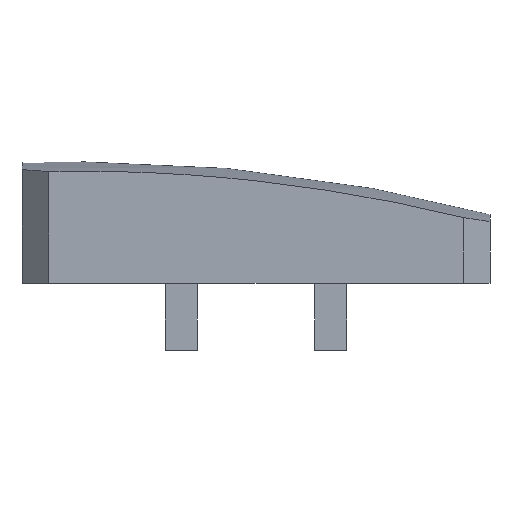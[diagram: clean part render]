
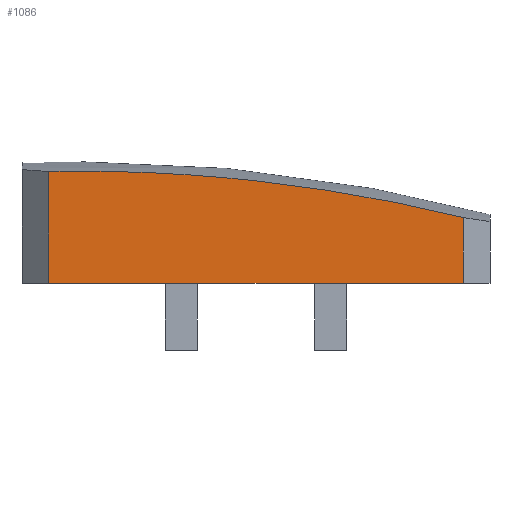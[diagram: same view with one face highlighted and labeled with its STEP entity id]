
A CAD part, left-side view. The second image highlights one B-rep face of the part: STEP entity #1086.
In plain terms, the highlighted planar face has unit normal (-1, 0, 0).
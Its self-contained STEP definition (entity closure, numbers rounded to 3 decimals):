
#72 = PLANE('',#73);
#73 = AXIS2_PLACEMENT_3D('',#74,#75,#76);
#74 = CARTESIAN_POINT('',(-6.5,-8.75,-1.));
#75 = DIRECTION('',(0.,0.,1.));
#76 = DIRECTION('',(1.,0.,0.));
#129 = SPHERICAL_SURFACE('',#130,60.);
#130 = AXIS2_PLACEMENT_3D('',#131,#132,#133);
#131 = CARTESIAN_POINT('',(0.,6.529,-56.456));
#132 = DIRECTION('',(0.,0.,1.));
#133 = DIRECTION('',(1.,0.,0.));
#278 = VERTEX_POINT('',#279);
#279 = CARTESIAN_POINT('',(-6.5,7.75,-1.));
#293 = PLANE('',#294);
#294 = AXIS2_PLACEMENT_3D('',#295,#296,#297);
#295 = CARTESIAN_POINT('',(-6.5,7.75,0.));
#296 = DIRECTION('',(0.707,-0.707,0.));
#297 = DIRECTION('',(0.707,0.707,0.));
#305 = EDGE_CURVE('',#306,#278,#308,.T.);
#306 = VERTEX_POINT('',#307);
#307 = CARTESIAN_POINT('',(-6.5,-7.75,-1.));
#308 = SURFACE_CURVE('',#309,(#313,#320),.PCURVE_S1.);
#309 = LINE('',#310,#311);
#310 = CARTESIAN_POINT('',(-6.5,-8.75,-1.));
#311 = VECTOR('',#312,1.);
#312 = DIRECTION('',(0.,1.,0.));
#313 = PCURVE('',#72,#314);
#314 = DEFINITIONAL_REPRESENTATION('',(#315),#319);
#315 = LINE('',#316,#317);
#316 = CARTESIAN_POINT('',(0.,0.));
#317 = VECTOR('',#318,1.);
#318 = DIRECTION('',(0.,1.));
#319 = ( GEOMETRIC_REPRESENTATION_CONTEXT(2) 
PARAMETRIC_REPRESENTATION_CONTEXT() REPRESENTATION_CONTEXT('2D SPACE',''
  ) );
#320 = PCURVE('',#321,#326);
#321 = PLANE('',#322);
#322 = AXIS2_PLACEMENT_3D('',#323,#324,#325);
#323 = CARTESIAN_POINT('',(-6.5,-7.75,0.));
#324 = DIRECTION('',(1.,0.,0.));
#325 = DIRECTION('',(-0.,1.,0.));
#326 = DEFINITIONAL_REPRESENTATION('',(#327),#331);
#327 = LINE('',#328,#329);
#328 = CARTESIAN_POINT('',(-1.,-1.));
#329 = VECTOR('',#330,1.);
#330 = DIRECTION('',(1.,0.));
#331 = ( GEOMETRIC_REPRESENTATION_CONTEXT(2) 
PARAMETRIC_REPRESENTATION_CONTEXT() REPRESENTATION_CONTEXT('2D SPACE',''
  ) );
#349 = PLANE('',#350);
#350 = AXIS2_PLACEMENT_3D('',#351,#352,#353);
#351 = CARTESIAN_POINT('',(-6.5,-7.75,0.));
#352 = DIRECTION('',(-0.707,-0.707,0.));
#353 = DIRECTION('',(0.707,-0.707,0.));
#815 = VERTEX_POINT('',#816);
#816 = CARTESIAN_POINT('',(-6.5,7.75,3.179));
#846 = EDGE_CURVE('',#815,#847,#849,.T.);
#847 = VERTEX_POINT('',#848);
#848 = CARTESIAN_POINT('',(-6.5,-7.75,1.457));
#849 = SURFACE_CURVE('',#850,(#855,#896),.PCURVE_S1.);
#850 = CIRCLE('',#851,59.647);
#851 = AXIS2_PLACEMENT_3D('',#852,#853,#854);
#852 = CARTESIAN_POINT('',(-6.5,6.529,-56.456));
#853 = DIRECTION('',(1.,0.,0.));
#854 = DIRECTION('',(-0.,0.,1.));
#855 = PCURVE('',#129,#856);
#856 = DEFINITIONAL_REPRESENTATION('',(#857),#895);
#857 = B_SPLINE_CURVE_WITH_KNOTS('',8,(#858,#859,#860,#861,#862,#863,
    #864,#865,#866,#867,#868,#869,#870,#871,#872,#873,#874,#875,#876,
    #877,#878,#879,#880,#881,#882,#883,#884,#885,#886,#887,#888,#889,
    #890,#891,#892,#893,#894),.UNSPECIFIED.,.F.,.F.,(9,7,7,7,7,9),(
    6.263,6.295,6.324,6.374,
    6.45,6.525),.UNSPECIFIED.);
#858 = CARTESIAN_POINT('',(2.956,1.46));
#859 = CARTESIAN_POINT('',(2.992,1.461));
#860 = CARTESIAN_POINT('',(3.029,1.462));
#861 = CARTESIAN_POINT('',(3.066,1.462));
#862 = CARTESIAN_POINT('',(3.104,1.462));
#863 = CARTESIAN_POINT('',(3.142,1.462));
#864 = CARTESIAN_POINT('',(3.179,1.462));
#865 = CARTESIAN_POINT('',(3.217,1.462));
#866 = CARTESIAN_POINT('',(3.287,1.461));
#867 = CARTESIAN_POINT('',(3.319,1.461));
#868 = CARTESIAN_POINT('',(3.351,1.46));
#869 = CARTESIAN_POINT('',(3.382,1.459));
#870 = CARTESIAN_POINT('',(3.413,1.458));
#871 = CARTESIAN_POINT('',(3.443,1.457));
#872 = CARTESIAN_POINT('',(3.472,1.456));
#873 = CARTESIAN_POINT('',(3.552,1.453));
#874 = CARTESIAN_POINT('',(3.6,1.45));
#875 = CARTESIAN_POINT('',(3.646,1.447));
#876 = CARTESIAN_POINT('',(3.689,1.444));
#877 = CARTESIAN_POINT('',(3.73,1.441));
#878 = CARTESIAN_POINT('',(3.768,1.437));
#879 = CARTESIAN_POINT('',(3.804,1.433));
#880 = CARTESIAN_POINT('',(3.888,1.423));
#881 = CARTESIAN_POINT('',(3.934,1.417));
#882 = CARTESIAN_POINT('',(3.975,1.41));
#883 = CARTESIAN_POINT('',(4.012,1.403));
#884 = CARTESIAN_POINT('',(4.046,1.395));
#885 = CARTESIAN_POINT('',(4.077,1.388));
#886 = CARTESIAN_POINT('',(4.105,1.38));
#887 = CARTESIAN_POINT('',(4.156,1.364));
#888 = CARTESIAN_POINT('',(4.18,1.356));
#889 = CARTESIAN_POINT('',(4.201,1.348));
#890 = CARTESIAN_POINT('',(4.221,1.34));
#891 = CARTESIAN_POINT('',(4.239,1.332));
#892 = CARTESIAN_POINT('',(4.255,1.323));
#893 = CARTESIAN_POINT('',(4.271,1.315));
#894 = CARTESIAN_POINT('',(4.285,1.306));
#895 = ( GEOMETRIC_REPRESENTATION_CONTEXT(2) 
PARAMETRIC_REPRESENTATION_CONTEXT() REPRESENTATION_CONTEXT('2D SPACE',''
  ) );
#896 = PCURVE('',#321,#897);
#897 = DEFINITIONAL_REPRESENTATION('',(#898),#902);
#898 = CIRCLE('',#899,59.647);
#899 = AXIS2_PLACEMENT_2D('',#900,#901);
#900 = CARTESIAN_POINT('',(14.279,-56.456));
#901 = DIRECTION('',(0.,1.));
#902 = ( GEOMETRIC_REPRESENTATION_CONTEXT(2) 
PARAMETRIC_REPRESENTATION_CONTEXT() REPRESENTATION_CONTEXT('2D SPACE',''
  ) );
#1063 = EDGE_CURVE('',#278,#815,#1064,.T.);
#1064 = SURFACE_CURVE('',#1065,(#1069,#1076),.PCURVE_S1.);
#1065 = LINE('',#1066,#1067);
#1066 = CARTESIAN_POINT('',(-6.5,7.75,-1.));
#1067 = VECTOR('',#1068,1.);
#1068 = DIRECTION('',(0.,0.,1.));
#1069 = PCURVE('',#293,#1070);
#1070 = DEFINITIONAL_REPRESENTATION('',(#1071),#1075);
#1071 = LINE('',#1072,#1073);
#1072 = CARTESIAN_POINT('',(0.,-1.));
#1073 = VECTOR('',#1074,1.);
#1074 = DIRECTION('',(0.,1.));
#1075 = ( GEOMETRIC_REPRESENTATION_CONTEXT(2) 
PARAMETRIC_REPRESENTATION_CONTEXT() REPRESENTATION_CONTEXT('2D SPACE',''
  ) );
#1076 = PCURVE('',#321,#1077);
#1077 = DEFINITIONAL_REPRESENTATION('',(#1078),#1082);
#1078 = LINE('',#1079,#1080);
#1079 = CARTESIAN_POINT('',(15.5,-1.));
#1080 = VECTOR('',#1081,1.);
#1081 = DIRECTION('',(0.,1.));
#1082 = ( GEOMETRIC_REPRESENTATION_CONTEXT(2) 
PARAMETRIC_REPRESENTATION_CONTEXT() REPRESENTATION_CONTEXT('2D SPACE',''
  ) );
#1086 = ADVANCED_FACE('',(#1087),#321,.F.);
#1087 = FACE_BOUND('',#1088,.F.);
#1088 = EDGE_LOOP('',(#1089,#1110,#1111,#1112));
#1089 = ORIENTED_EDGE('',*,*,#1090,.F.);
#1090 = EDGE_CURVE('',#306,#847,#1091,.T.);
#1091 = SURFACE_CURVE('',#1092,(#1096,#1103),.PCURVE_S1.);
#1092 = LINE('',#1093,#1094);
#1093 = CARTESIAN_POINT('',(-6.5,-7.75,-1.));
#1094 = VECTOR('',#1095,1.);
#1095 = DIRECTION('',(0.,0.,1.));
#1096 = PCURVE('',#321,#1097);
#1097 = DEFINITIONAL_REPRESENTATION('',(#1098),#1102);
#1098 = LINE('',#1099,#1100);
#1099 = CARTESIAN_POINT('',(0.,-1.));
#1100 = VECTOR('',#1101,1.);
#1101 = DIRECTION('',(0.,1.));
#1102 = ( GEOMETRIC_REPRESENTATION_CONTEXT(2) 
PARAMETRIC_REPRESENTATION_CONTEXT() REPRESENTATION_CONTEXT('2D SPACE',''
  ) );
#1103 = PCURVE('',#349,#1104);
#1104 = DEFINITIONAL_REPRESENTATION('',(#1105),#1109);
#1105 = LINE('',#1106,#1107);
#1106 = CARTESIAN_POINT('',(0.,-1.));
#1107 = VECTOR('',#1108,1.);
#1108 = DIRECTION('',(0.,1.));
#1109 = ( GEOMETRIC_REPRESENTATION_CONTEXT(2) 
PARAMETRIC_REPRESENTATION_CONTEXT() REPRESENTATION_CONTEXT('2D SPACE',''
  ) );
#1110 = ORIENTED_EDGE('',*,*,#305,.T.);
#1111 = ORIENTED_EDGE('',*,*,#1063,.T.);
#1112 = ORIENTED_EDGE('',*,*,#846,.T.);
